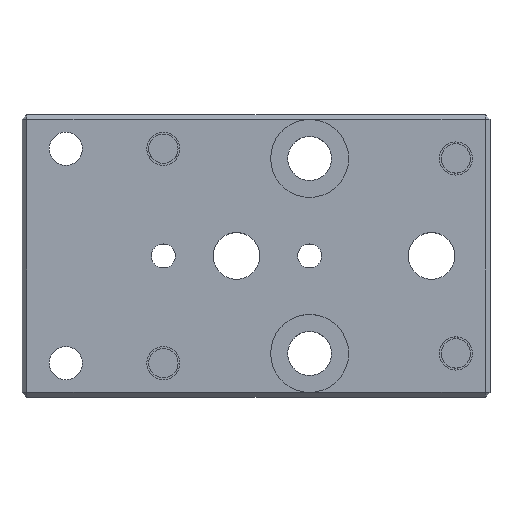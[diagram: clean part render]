
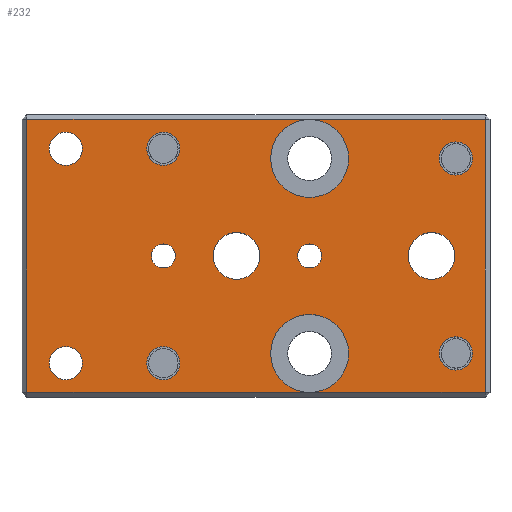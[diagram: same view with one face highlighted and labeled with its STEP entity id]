
A CAD part, top view. The second image highlights one B-rep face of the part: STEP entity #232.
In plain terms, the highlighted planar face has unit normal (0, 0, 1).
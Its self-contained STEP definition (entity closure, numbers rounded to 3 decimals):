
#232 = ADVANCED_FACE( '', ( #465, #466, #467, #468, #469, #470, #471, #472, #473, #474, #475 ), #476, .T. );
#465 = FACE_BOUND( '', #729, .T. );
#466 = FACE_BOUND( '', #730, .T. );
#467 = FACE_OUTER_BOUND( '', #731, .T. );
#468 = FACE_BOUND( '', #732, .T. );
#469 = FACE_BOUND( '', #733, .T. );
#470 = FACE_BOUND( '', #734, .T. );
#471 = FACE_BOUND( '', #735, .T. );
#472 = FACE_BOUND( '', #736, .T. );
#473 = FACE_BOUND( '', #737, .T. );
#474 = FACE_BOUND( '', #738, .T. );
#475 = FACE_BOUND( '', #739, .T. );
#476 = PLANE( '', #740 );
#729 = EDGE_LOOP( '', ( #1110 ) );
#730 = EDGE_LOOP( '', ( #1111 ) );
#731 = EDGE_LOOP( '', ( #1112, #1113, #1114, #1115, #1116, #1117, #1118, #1119 ) );
#732 = EDGE_LOOP( '', ( #1120 ) );
#733 = EDGE_LOOP( '', ( #1121 ) );
#734 = EDGE_LOOP( '', ( #1122 ) );
#735 = EDGE_LOOP( '', ( #1123 ) );
#736 = EDGE_LOOP( '', ( #1124 ) );
#737 = EDGE_LOOP( '', ( #1125 ) );
#738 = EDGE_LOOP( '', ( #1126 ) );
#739 = EDGE_LOOP( '', ( #1127 ) );
#740 = AXIS2_PLACEMENT_3D( '', #1128, #1129, #1130 );
#1110 = ORIENTED_EDGE( '', *, *, #1485, .F. );
#1111 = ORIENTED_EDGE( '', *, *, #1486, .F. );
#1112 = ORIENTED_EDGE( '', *, *, #1487, .T. );
#1113 = ORIENTED_EDGE( '', *, *, #1434, .T. );
#1114 = ORIENTED_EDGE( '', *, *, #1488, .T. );
#1115 = ORIENTED_EDGE( '', *, *, #1382, .T. );
#1116 = ORIENTED_EDGE( '', *, *, #1366, .T. );
#1117 = ORIENTED_EDGE( '', *, *, #1489, .T. );
#1118 = ORIENTED_EDGE( '', *, *, #1365, .T. );
#1119 = ORIENTED_EDGE( '', *, *, #1490, .T. );
#1120 = ORIENTED_EDGE( '', *, *, #1372, .F. );
#1121 = ORIENTED_EDGE( '', *, *, #1386, .F. );
#1122 = ORIENTED_EDGE( '', *, *, #1402, .F. );
#1123 = ORIENTED_EDGE( '', *, *, #1491, .F. );
#1124 = ORIENTED_EDGE( '', *, *, #1379, .F. );
#1125 = ORIENTED_EDGE( '', *, *, #1445, .F. );
#1126 = ORIENTED_EDGE( '', *, *, #1483, .F. );
#1127 = ORIENTED_EDGE( '', *, *, #1442, .F. );
#1128 = CARTESIAN_POINT( '', ( -24., -14.5, 0. ) );
#1129 = DIRECTION( '', ( 0., 0., 1. ) );
#1130 = DIRECTION( '', ( 1., 0., 0. ) );
#1365 = EDGE_CURVE( '', #1555, #1553, #1556, .T. );
#1366 = EDGE_CURVE( '', #1549, #1555, #1557, .T. );
#1372 = EDGE_CURVE( '', #1566, #1566, #1567, .T. );
#1379 = EDGE_CURVE( '', #1578, #1578, #1579, .T. );
#1382 = EDGE_CURVE( '', #1583, #1549, #1584, .T. );
#1386 = EDGE_CURVE( '', #1589, #1589, #1590, .T. );
#1402 = EDGE_CURVE( '', #1614, #1614, #1615, .T. );
#1434 = EDGE_CURVE( '', #1663, #1663, #1664, .T. );
#1442 = EDGE_CURVE( '', #1676, #1676, #1677, .T. );
#1445 = EDGE_CURVE( '', #1681, #1681, #1682, .T. );
#1483 = EDGE_CURVE( '', #1734, #1734, #1735, .T. );
#1485 = EDGE_CURVE( '', #1737, #1737, #1738, .T. );
#1486 = EDGE_CURVE( '', #1739, #1739, #1740, .T. );
#1487 = EDGE_CURVE( '', #1704, #1663, #1741, .T. );
#1488 = EDGE_CURVE( '', #1663, #1583, #1742, .T. );
#1489 = EDGE_CURVE( '', #1555, #1555, #1743, .T. );
#1490 = EDGE_CURVE( '', #1553, #1704, #1744, .T. );
#1491 = EDGE_CURVE( '', #1745, #1745, #1746, .T. );
#1549 = VERTEX_POINT( '', #1816 );
#1553 = VERTEX_POINT( '', #1822 );
#1555 = VERTEX_POINT( '', #1825 );
#1556 = LINE( '', #1826, #1827 );
#1557 = LINE( '', #1828, #1829 );
#1566 = VERTEX_POINT( '', #1841 );
#1567 = CIRCLE( '', #1842, 2.396 );
#1578 = VERTEX_POINT( '', #1853 );
#1579 = CIRCLE( '', #1854, 1.7 );
#1583 = VERTEX_POINT( '', #1859 );
#1584 = LINE( '', #1860, #1861 );
#1589 = VERTEX_POINT( '', #1868 );
#1590 = CIRCLE( '', #1869, 2.396 );
#1614 = VERTEX_POINT( '', #1902 );
#1615 = CIRCLE( '', #1903, 1.7 );
#1663 = VERTEX_POINT( '', #1968 );
#1664 = CIRCLE( '', #1969, 4. );
#1676 = VERTEX_POINT( '', #1981 );
#1677 = CIRCLE( '', #1982, 1.7 );
#1681 = VERTEX_POINT( '', #1986 );
#1682 = CIRCLE( '', #1987, 1.7 );
#1704 = VERTEX_POINT( '', #2017 );
#1734 = VERTEX_POINT( '', #2061 );
#1735 = CIRCLE( '', #2062, 1.7 );
#1737 = VERTEX_POINT( '', #2064 );
#1738 = CIRCLE( '', #2065, 1.23 );
#1739 = VERTEX_POINT( '', #2066 );
#1740 = CIRCLE( '', #2067, 1.23 );
#1741 = LINE( '', #2068, #2069 );
#1742 = LINE( '', #2070, #2071 );
#1743 = CIRCLE( '', #2072, 4. );
#1744 = LINE( '', #2073, #2074 );
#1745 = VERTEX_POINT( '', #2075 );
#1746 = CIRCLE( '', #2076, 1.7 );
#1816 = CARTESIAN_POINT( '', ( -23.5, -14., 0. ) );
#1822 = CARTESIAN_POINT( '', ( 23.5, -14., 0. ) );
#1825 = CARTESIAN_POINT( '', ( 5.5, -14., 0. ) );
#1826 = CARTESIAN_POINT( '', ( -24., -14., 0. ) );
#1827 = VECTOR( '', #2158, 1000. );
#1828 = CARTESIAN_POINT( '', ( -24., -14., 0. ) );
#1829 = VECTOR( '', #2159, 1000. );
#1841 = CARTESIAN_POINT( '', ( 0.396, 0., 0. ) );
#1842 = AXIS2_PLACEMENT_3D( '', #2163, #2164, #2165 );
#1853 = CARTESIAN_POINT( '', ( -17.8, 11., 0. ) );
#1854 = AXIS2_PLACEMENT_3D( '', #2178, #2179, #2180 );
#1859 = CARTESIAN_POINT( '', ( -23.5, 14., 0. ) );
#1860 = CARTESIAN_POINT( '', ( -23.5, -14.5, 0. ) );
#1861 = VECTOR( '', #2182, 1000. );
#1868 = CARTESIAN_POINT( '', ( 20.396, 0., 0. ) );
#1869 = AXIS2_PLACEMENT_3D( '', #2185, #2186, #2187 );
#1902 = CARTESIAN_POINT( '', ( -7.8, 11., 0. ) );
#1903 = AXIS2_PLACEMENT_3D( '', #2203, #2204, #2205 );
#1968 = CARTESIAN_POINT( '', ( 5.5, 14., 0. ) );
#1969 = AXIS2_PLACEMENT_3D( '', #2238, #2239, #2240 );
#1981 = CARTESIAN_POINT( '', ( 22.2, 10., 0. ) );
#1982 = AXIS2_PLACEMENT_3D( '', #2253, #2254, #2255 );
#1986 = CARTESIAN_POINT( '', ( -17.8, -11., 0. ) );
#1987 = AXIS2_PLACEMENT_3D( '', #2259, #2260, #2261 );
#2017 = CARTESIAN_POINT( '', ( 23.5, 14., 0. ) );
#2061 = CARTESIAN_POINT( '', ( 22.2, -10., 0. ) );
#2062 = AXIS2_PLACEMENT_3D( '', #2293, #2294, #2295 );
#2064 = CARTESIAN_POINT( '', ( -8.271, 0., 0. ) );
#2065 = AXIS2_PLACEMENT_3D( '', #2296, #2297, #2298 );
#2066 = CARTESIAN_POINT( '', ( 6.73, 0., 0. ) );
#2067 = AXIS2_PLACEMENT_3D( '', #2299, #2300, #2301 );
#2068 = CARTESIAN_POINT( '', ( -24., 14., 0. ) );
#2069 = VECTOR( '', #2302, 1000. );
#2070 = CARTESIAN_POINT( '', ( -24., 14., 0. ) );
#2071 = VECTOR( '', #2303, 1000. );
#2072 = AXIS2_PLACEMENT_3D( '', #2304, #2305, #2306 );
#2073 = CARTESIAN_POINT( '', ( 23.5, -14.5, 0. ) );
#2074 = VECTOR( '', #2307, 1000. );
#2075 = CARTESIAN_POINT( '', ( -7.8, -11., 0. ) );
#2076 = AXIS2_PLACEMENT_3D( '', #2308, #2309, #2310 );
#2158 = DIRECTION( '', ( 1., 0., 0. ) );
#2159 = DIRECTION( '', ( 1., 0., 0. ) );
#2163 = CARTESIAN_POINT( '', ( -2., 0., 0. ) );
#2164 = DIRECTION( '', ( 0., 0., 1. ) );
#2165 = DIRECTION( '', ( 1., 0., 0. ) );
#2178 = CARTESIAN_POINT( '', ( -19.5, 11., 0. ) );
#2179 = DIRECTION( '', ( 0., 0., 1. ) );
#2180 = DIRECTION( '', ( 1., 0., 0. ) );
#2182 = DIRECTION( '', ( 0., -1., 0. ) );
#2185 = CARTESIAN_POINT( '', ( 18., 0., 0. ) );
#2186 = DIRECTION( '', ( 0., 0., 1. ) );
#2187 = DIRECTION( '', ( 1., 0., 0. ) );
#2203 = CARTESIAN_POINT( '', ( -9.5, 11., 0. ) );
#2204 = DIRECTION( '', ( 0., 0., 1. ) );
#2205 = DIRECTION( '', ( 1., 0., 0. ) );
#2238 = CARTESIAN_POINT( '', ( 5.5, 10., 0. ) );
#2239 = DIRECTION( '', ( 0., 0., -1. ) );
#2240 = DIRECTION( '', ( 0., -1., 0. ) );
#2253 = CARTESIAN_POINT( '', ( 20.5, 10., 0. ) );
#2254 = DIRECTION( '', ( 0., 0., 1. ) );
#2255 = DIRECTION( '', ( 1., 0., 0. ) );
#2259 = CARTESIAN_POINT( '', ( -19.5, -11., 0. ) );
#2260 = DIRECTION( '', ( 0., 0., 1. ) );
#2261 = DIRECTION( '', ( 1., 0., 0. ) );
#2293 = CARTESIAN_POINT( '', ( 20.5, -10., 0. ) );
#2294 = DIRECTION( '', ( 0., 0., 1. ) );
#2295 = DIRECTION( '', ( 1., 0., 0. ) );
#2296 = CARTESIAN_POINT( '', ( -9.5, 0., 0. ) );
#2297 = DIRECTION( '', ( 0., 0., 1. ) );
#2298 = DIRECTION( '', ( 1., 0., 0. ) );
#2299 = CARTESIAN_POINT( '', ( 5.5, 0., 0. ) );
#2300 = DIRECTION( '', ( 0., 0., 1. ) );
#2301 = DIRECTION( '', ( 1., 0., 0. ) );
#2302 = DIRECTION( '', ( -1., 0., 0. ) );
#2303 = DIRECTION( '', ( -1., 0., 0. ) );
#2304 = CARTESIAN_POINT( '', ( 5.5, -10., 0. ) );
#2305 = DIRECTION( '', ( 0., 0., -1. ) );
#2306 = DIRECTION( '', ( 0., -1., 0. ) );
#2307 = DIRECTION( '', ( 0., 1., 0. ) );
#2308 = CARTESIAN_POINT( '', ( -9.5, -11., 0. ) );
#2309 = DIRECTION( '', ( 0., 0., 1. ) );
#2310 = DIRECTION( '', ( 1., 0., 0. ) );
